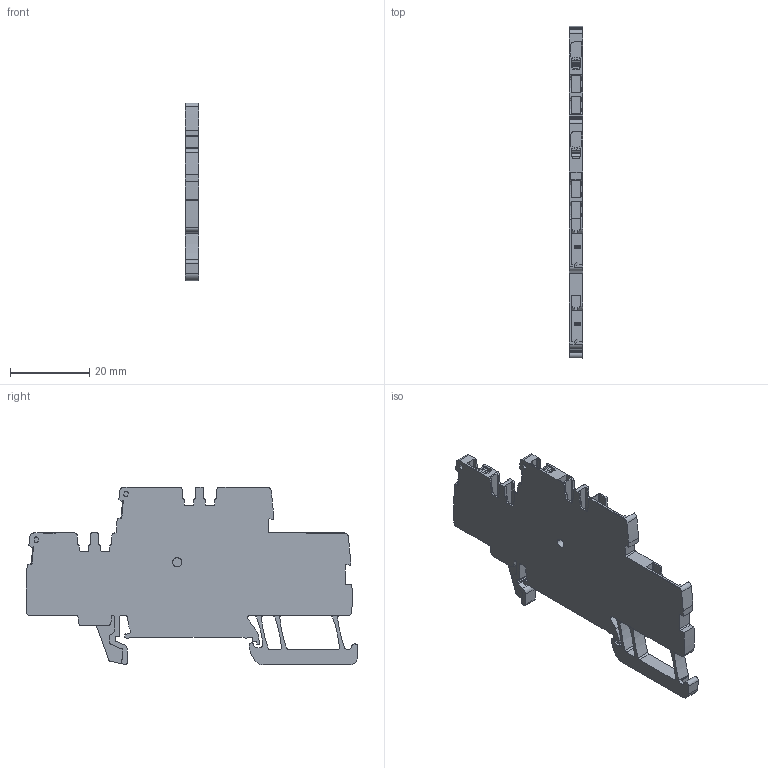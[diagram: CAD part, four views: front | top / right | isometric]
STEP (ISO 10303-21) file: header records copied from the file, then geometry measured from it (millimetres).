
FILE_DESCRIPTION(('CATIA V5 STEP Exchange','CAx-IF Rec.Pracs.--- Model Styling and Organization---1.4--- 2014-01-23'),'2;1');
FILE_NAME ('D1462784_0', '2018-11-15T09:39:29+00:00', ('none'), ('Weidmueller'), 'CATIA Version 5-6 Release 2016 SP3 HF44', 'CATIA V5 STEP AP214', 'none');
FILE_SCHEMA(('AUTOMOTIVE_DESIGN { 1 0 10303 214 1 1 1 1 }'));
Length unit declared in the file: millimetre
Products named in the file (1): v5-standard_part
Bounding box: 3.5 x 83.87 x 44.95 mm (x, y, z)
Volume: 7247.2 mm3; surface area: 8664.2 mm2
Topology: 5 solids, 5 shells, 894 faces, 2531 edges, 1648 vertices
Faces by surface type: plane 443, cylinder 399, extrusion 24, torus 12, sphere 8, bspline 8
Entity records: 28687 total; most frequent: CARTESIAN_POINT 6547, ORIENTED_EDGE 5050, DIRECTION 3713, EDGE_CURVE 2525, VECTOR 1651, VERTEX_POINT 1648, LINE 1627, AXIS2_PLACEMENT_3D 1374
